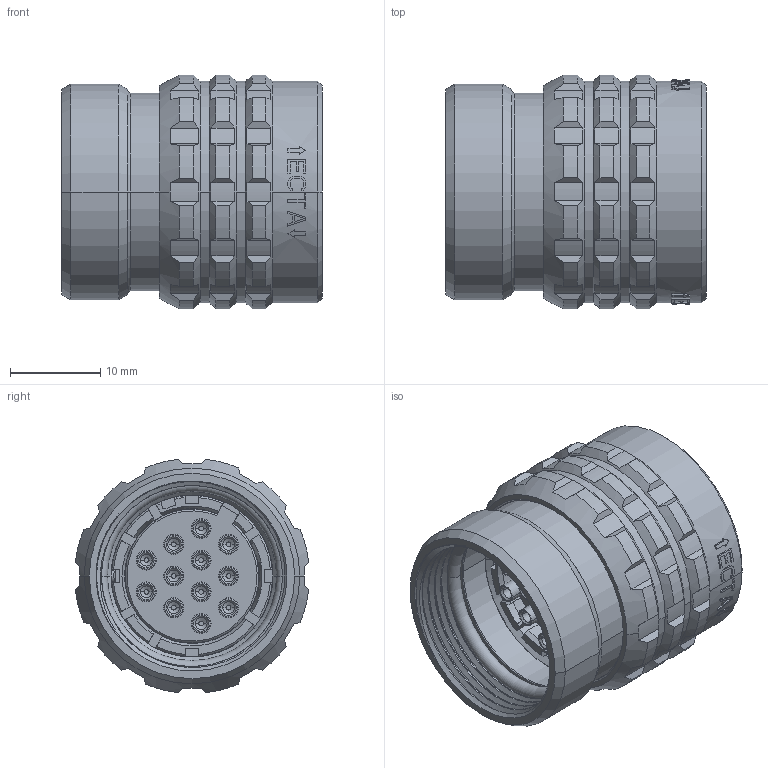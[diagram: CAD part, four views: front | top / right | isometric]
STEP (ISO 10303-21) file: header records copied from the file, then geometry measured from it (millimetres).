
FILE_DESCRIPTION((''),'2;1');
FILE_NAME('1332M212FZ','2024-07-26T10:24:11',('paultorloting'),('NET AG system integration'),'CREO PARAMETRIC BY PTC INC, 2021404','CREO PARAMETRIC BY PTC INC, 2021404','');
FILE_SCHEMA(('AUTOMOTIVE_DESIGN { 1 0 10303 214 1 1 1 1 }'));
Length unit declared in the file: millimetre
Products named in the file (1): 1332M212FZ
Bounding box: 28.8 x 25.82 x 25.82 mm (x, y, z)
Volume: 8316.7 mm3; surface area: 8848.6 mm2
Topology: 1 solids, 2 shells, 1694 faces, 4387 edges, 2816 vertices
Faces by surface type: plane 850, cylinder 408, cone 283, torus 139, sphere 8, bspline 6
Entity records: 71406 total; most frequent: CARTESIAN_POINT 18734, ORIENTED_EDGE 8710, DIRECTION 8469, EDGE_CURVE 4355, AXIS2_PLACEMENT_3D 3245, VERTEX_POINT 2816, VECTOR 1976, LINE 1976
